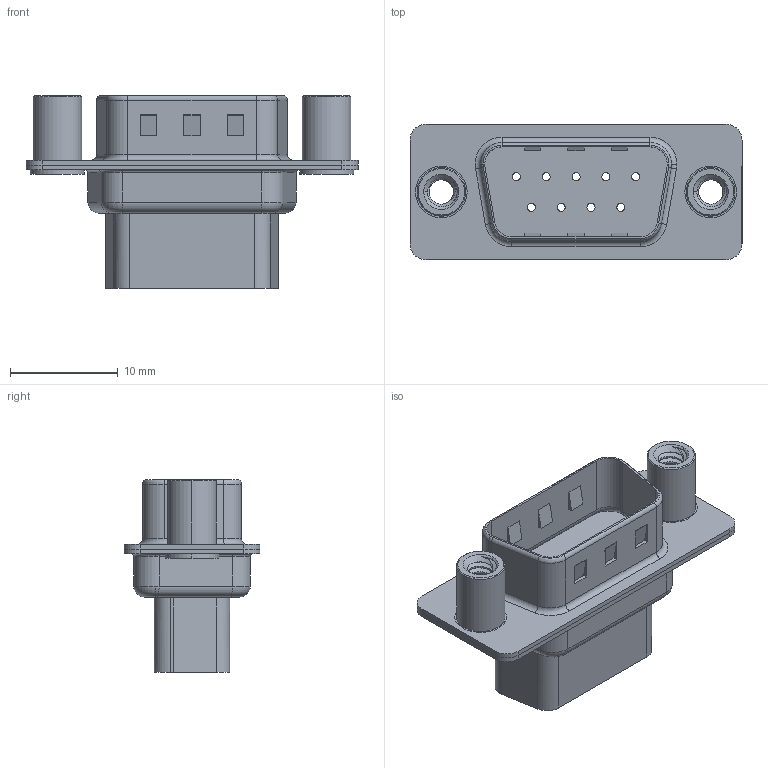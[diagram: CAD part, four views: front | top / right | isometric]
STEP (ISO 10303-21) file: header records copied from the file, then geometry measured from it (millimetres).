
FILE_DESCRIPTION (( 'STEP AP203' ), '1' );
FILE_NAME ('627-009-010-330.STEP', '2018-11-21T21:55:09', ( '' ), ( '' ), 'SwSTEP 2.0', 'SolidWorks 2016', '' );
FILE_SCHEMA (( 'CONFIG_CONTROL_DESIGN' ));
Length unit declared in the file: millimetre
Products named in the file (5): 627 Housing_09 HP; 627 Shell Front_09 Contacts; 627 Shell Rear_09 Contacts; 627 4-40 Threaded Standoff; 627-009-010-330
Assembly tree (5 placements, depth 2):
  627-009-010-330
    627 Housing_09 HP
    627 Shell Front_09 Contacts
    627 Shell Rear_09 Contacts
    627 4-40 Threaded Standoff  x2
Bounding box: 30.8 x 12.6 x 17.9 mm (x, y, z)
Volume: 1773.6 mm3; surface area: 3800.1 mm2
Topology: 5 solids, 5 shells, 410 faces, 1011 edges, 642 vertices
Faces by surface type: cylinder 211, plane 127, torus 50, cone 16, bspline 6
Entity records: 12915 total; most frequent: CARTESIAN_POINT 3631, DIRECTION 1930, ORIENTED_EDGE 1768, EDGE_CURVE 884, AXIS2_PLACEMENT_3D 752, VERTEX_POINT 560, EDGE_LOOP 432, LINE 426
